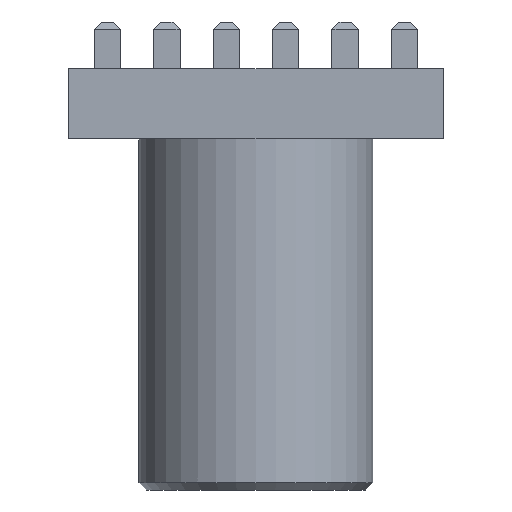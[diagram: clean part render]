
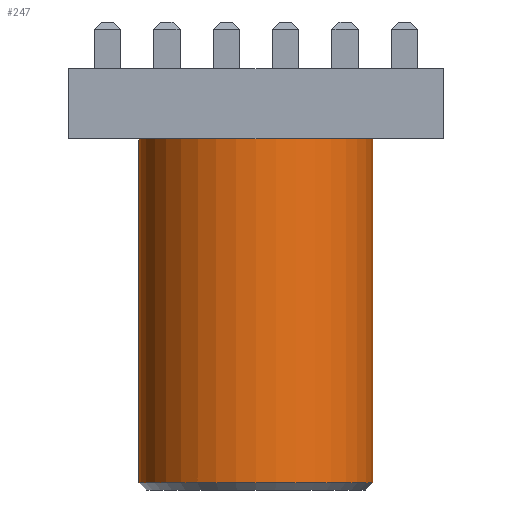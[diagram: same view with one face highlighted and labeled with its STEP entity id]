
A CAD part, front view. The second image highlights one B-rep face of the part: STEP entity #247.
In plain terms, the highlighted cylindrical face has radius 5 mm (diameter 10 mm), a partial arc.
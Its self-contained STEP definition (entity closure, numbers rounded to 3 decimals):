
#247 = ADVANCED_FACE ( 'NONE', ( #4199 ), #4203, .T. ) ;
#431 = ORIENTED_EDGE ( 'NONE', *, *, #1380, .T. ) ;
#432 = ORIENTED_EDGE ( 'NONE', *, *, #1334, .T. ) ;
#433 = ORIENTED_EDGE ( 'NONE', *, *, #1385, .T. ) ;
#434 = ORIENTED_EDGE ( 'NONE', *, *, #1336, .F. ) ;
#985 = AXIS2_PLACEMENT_3D ( 'NONE', #4201, #4190, #4205 ) ;
#1334 = EDGE_CURVE ( 'NONE', #5772, #5766, #1869, .T. ) ;
#1336 = EDGE_CURVE ( 'NONE', #5773, #5768, #1847, .T. ) ;
#1380 = EDGE_CURVE ( 'NONE', #5766, #5768, #5058, .T. ) ;
#1385 = EDGE_CURVE ( 'NONE', #5773, #5772, #5065, .T. ) ;
#1847 = LINE ( 'NONE', #1878, #5014 ) ;
#1864 = CARTESIAN_POINT ( 'NONE',  ( 5., 0., -15. ) ) ;
#1869 = LINE ( 'NONE', #1864, #5010 ) ;
#1874 = DIRECTION ( 'NONE',  ( 0., 0., 1. ) ) ;
#1878 = CARTESIAN_POINT ( 'NONE',  ( -5., 0., -15. ) ) ;
#1879 = DIRECTION ( 'NONE',  ( 0., 0., 1. ) ) ;
#2626 = CARTESIAN_POINT ( 'NONE',  ( 5., 0., 0. ) ) ;
#2628 = CARTESIAN_POINT ( 'NONE',  ( -5., 0., 0. ) ) ;
#2632 = CARTESIAN_POINT ( 'NONE',  ( 5., 0., -14.7 ) ) ;
#2633 = CARTESIAN_POINT ( 'NONE',  ( -5., 0., -14.7 ) ) ;
#4190 = DIRECTION ( 'NONE',  ( 0., 0., 1. ) ) ;
#4199 = FACE_OUTER_BOUND ( 'NONE', #5848, .T. ) ;
#4201 = CARTESIAN_POINT ( 'NONE',  ( 0., 0., -15. ) ) ;
#4203 = CYLINDRICAL_SURFACE ( 'NONE', #985, 5. ) ;
#4205 = DIRECTION ( 'NONE',  ( 1., 0., 0. ) ) ;
#5010 = VECTOR ( 'NONE', #1874, 1000. ) ;
#5014 = VECTOR ( 'NONE', #1879, 1000. ) ;
#5058 = CIRCLE ( 'NONE', #5061, 5. ) ;
#5061 = AXIS2_PLACEMENT_3D ( 'NONE', #7721, #7722, #7723 ) ;
#5065 = CIRCLE ( 'NONE', #5067, 5. ) ;
#5067 = AXIS2_PLACEMENT_3D ( 'NONE', #7736, #7737, #7738 ) ;
#5766 = VERTEX_POINT ( 'NONE', #2626 ) ;
#5768 = VERTEX_POINT ( 'NONE', #2628 ) ;
#5772 = VERTEX_POINT ( 'NONE', #2632 ) ;
#5773 = VERTEX_POINT ( 'NONE', #2633 ) ;
#5848 = EDGE_LOOP ( 'NONE', ( #434, #433, #432, #431 ) ) ;
#7721 = CARTESIAN_POINT ( 'NONE',  ( 0., 0., 0. ) ) ;
#7722 = DIRECTION ( 'NONE',  ( 0., 0., -1. ) ) ;
#7723 = DIRECTION ( 'NONE',  ( -1., 0., 0. ) ) ;
#7736 = CARTESIAN_POINT ( 'NONE',  ( 0., 0., -14.7 ) ) ;
#7737 = DIRECTION ( 'NONE',  ( 0., 0., 1. ) ) ;
#7738 = DIRECTION ( 'NONE',  ( -1., 0., 0. ) ) ;
